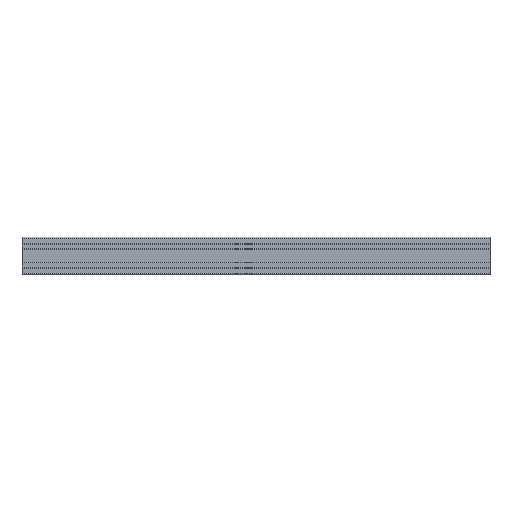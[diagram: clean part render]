
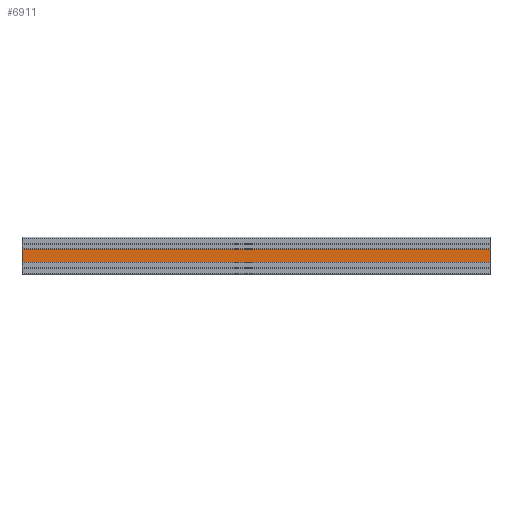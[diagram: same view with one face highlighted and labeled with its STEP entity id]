
A CAD part, top view. The second image highlights one B-rep face of the part: STEP entity #6911.
In plain terms, the highlighted planar face has unit normal (0, 0, 1).
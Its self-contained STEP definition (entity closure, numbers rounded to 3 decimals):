
#221 = LINE ( 'NONE', #2247, #757 ) ;
#327 = ORIENTED_EDGE ( 'NONE', *, *, #10326, .T. ) ;
#555 = ORIENTED_EDGE ( 'NONE', *, *, #9892, .T. ) ;
#757 = VECTOR ( 'NONE', #6301, 1000. ) ;
#1974 = VERTEX_POINT ( 'NONE', #2707 ) ;
#2149 = CARTESIAN_POINT ( 'NONE',  ( 1000., 13.614, 79.949 ) ) ;
#2247 = CARTESIAN_POINT ( 'NONE',  ( 1000., -14.186, 79.949 ) ) ;
#2518 = VECTOR ( 'NONE', #10397, 1000. ) ;
#2707 = CARTESIAN_POINT ( 'NONE',  ( 1000., -14.186, 79.949 ) ) ;
#2815 = CARTESIAN_POINT ( 'NONE',  ( 1000., -14.186, 79.949 ) ) ;
#3192 = LINE ( 'NONE', #10278, #13062 ) ;
#3390 = LINE ( 'NONE', #5418, #8522 ) ;
#3522 = CARTESIAN_POINT ( 'NONE',  ( 0., -14.186, 79.949 ) ) ;
#3712 = EDGE_CURVE ( 'NONE', #1974, #10029, #3390, .T. ) ;
#3733 = ORIENTED_EDGE ( 'NONE', *, *, #3712, .F. ) ;
#5155 = AXIS2_PLACEMENT_3D ( 'NONE', #2815, #6937, #6112 ) ;
#5418 = CARTESIAN_POINT ( 'NONE',  ( 1000., -14.186, 79.949 ) ) ;
#5488 = VERTEX_POINT ( 'NONE', #11193 ) ;
#6112 = DIRECTION ( 'NONE',  ( -1., 0., 0. ) ) ;
#6212 = CARTESIAN_POINT ( 'NONE',  ( 1000., 13.614, 79.949 ) ) ;
#6301 = DIRECTION ( 'NONE',  ( 0., -1., 0. ) ) ;
#6911 = ADVANCED_FACE ( 'NONE', ( #13005 ), #12062, .F. ) ;
#6937 = DIRECTION ( 'NONE',  ( 0., 0., -1. ) ) ;
#7224 = LINE ( 'NONE', #6212, #2518 ) ;
#7950 = ORIENTED_EDGE ( 'NONE', *, *, #9620, .F. ) ;
#8522 = VECTOR ( 'NONE', #9531, 1000. ) ;
#9329 = DIRECTION ( 'NONE',  ( 0., -1., 0. ) ) ;
#9341 = EDGE_LOOP ( 'NONE', ( #555, #3733, #7950, #327 ) ) ;
#9531 = DIRECTION ( 'NONE',  ( -1., 0., 0. ) ) ;
#9620 = EDGE_CURVE ( 'NONE', #13163, #1974, #221, .T. ) ;
#9892 = EDGE_CURVE ( 'NONE', #5488, #10029, #3192, .T. ) ;
#10029 = VERTEX_POINT ( 'NONE', #3522 ) ;
#10278 = CARTESIAN_POINT ( 'NONE',  ( 0., -14.186, 79.949 ) ) ;
#10326 = EDGE_CURVE ( 'NONE', #13163, #5488, #7224, .T. ) ;
#10397 = DIRECTION ( 'NONE',  ( -1., 0., 0. ) ) ;
#11193 = CARTESIAN_POINT ( 'NONE',  ( 0., 13.614, 79.949 ) ) ;
#12062 = PLANE ( 'NONE',  #5155 ) ;
#13005 = FACE_OUTER_BOUND ( 'NONE', #9341, .T. ) ;
#13062 = VECTOR ( 'NONE', #9329, 1000. ) ;
#13163 = VERTEX_POINT ( 'NONE', #2149 ) ;
